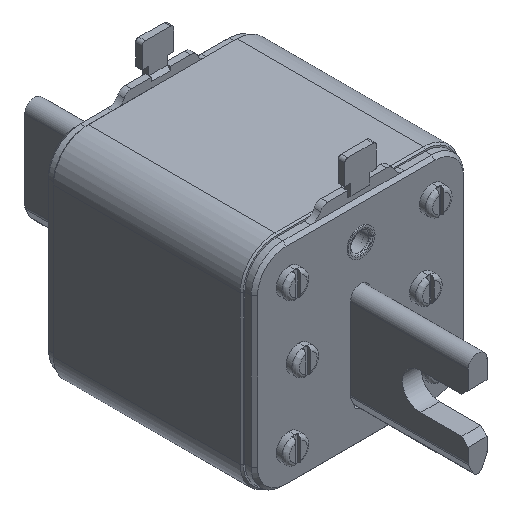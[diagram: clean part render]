
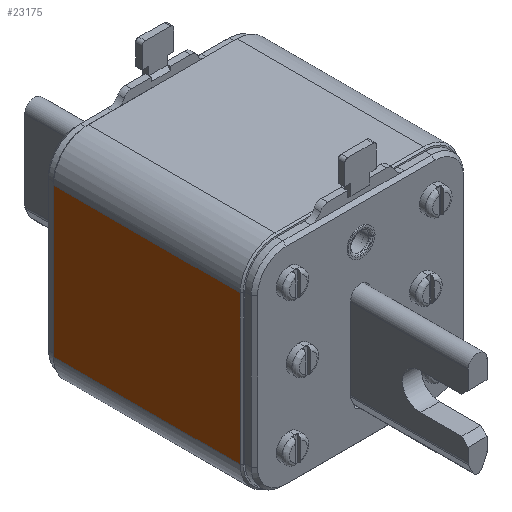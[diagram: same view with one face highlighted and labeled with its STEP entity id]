
A CAD part, isometric view. The second image highlights one B-rep face of the part: STEP entity #23175.
In plain terms, the highlighted free-form (B-spline) face has degree [1, 1] with [2, 2] control points.
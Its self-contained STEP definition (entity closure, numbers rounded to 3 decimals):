
#21934=CARTESIAN_POINT('V232',(-34.5,
   29.5,-23.5));
#21935=VERTEX_POINT('V232',#21934);
#21978=CARTESIAN_POINT('V218',(-34.5,
   29.5,23.5));
#21979=VERTEX_POINT('V218',#21978);
#21980=CARTESIAN_POINT('E364',(-34.5,
   29.5,23.5));
#21981=CARTESIAN_POINT('E364',(-34.5,
   29.5,-23.5));
#21982=QUASI_UNIFORM_CURVE('E364',1,(#21980,#21981),.POLYLINE_FORM.,
   .F.,.U.);
#21983=EDGE_CURVE('E364',#21979,#21935,#21982,.T.);
#22776=CARTESIAN_POINT('V217',(-34.5,
   -29.5,23.5));
#22777=VERTEX_POINT('V217',#22776);
#22806=CARTESIAN_POINT('V231',(-34.5,
   -29.5,-23.5));
#22807=VERTEX_POINT('V231',#22806);
#22808=CARTESIAN_POINT('E365',(-34.5,
   -29.5,23.5));
#22809=CARTESIAN_POINT('E365',(-34.5,
   -29.5,-23.5));
#22810=QUASI_UNIFORM_CURVE('E365',1,(#22808,#22809),.POLYLINE_FORM.,
   .F.,.U.);
#22811=EDGE_CURVE('E365',#22777,#22807,#22810,.T.);
#23151=CARTESIAN_POINT('E345',(-34.5,
   29.5,-23.5));
#23152=CARTESIAN_POINT('E345',(-34.5,
   -29.5,-23.5));
#23153=QUASI_UNIFORM_CURVE('E345',1,(#23151,#23152),.POLYLINE_FORM.,
   .F.,.U.);
#23154=EDGE_CURVE('E345',#21935,#22807,#23153,.T.);
#23160=CARTESIAN_POINT('F134',(-34.5,
   -32.45,-25.85));
#23161=CARTESIAN_POINT('F134',(-34.5,
   -32.45,25.85));
#23162=CARTESIAN_POINT('F134',(-34.5,
   32.45,-25.85));
#23163=CARTESIAN_POINT('F134',(-34.5,
   32.45,25.85));
#23164=B_SPLINE_SURFACE_WITH_KNOTS('F134',1,1,((#23160,#23162),(
   #23161,#23163)),.PLANE_SURF.,.F.,.F.,.U.,(2,2),(2,2),(0.0,1.0),
   (0.0,1.255),.UNSPECIFIED.);
#23165=ORIENTED_EDGE('E345',*,*,#23154,.T.);
#23166=ORIENTED_EDGE('E365',*,*,#22811,.F.);
#23167=CARTESIAN_POINT('E327',(-34.5,
   -29.5,23.5));
#23168=CARTESIAN_POINT('E327',(-34.5,
   29.5,23.5));
#23169=QUASI_UNIFORM_CURVE('E327',1,(#23167,#23168),.POLYLINE_FORM.,
   .F.,.U.);
#23170=EDGE_CURVE('E327',#22777,#21979,#23169,.T.);
#23171=ORIENTED_EDGE('E327',*,*,#23170,.T.);
#23172=ORIENTED_EDGE('E364',*,*,#21983,.T.);
#23173=EDGE_LOOP('F134',(#23165,#23166,#23171,#23172));
#23174=FACE_OUTER_BOUND('F134',#23173,.T.);
#23175=ADVANCED_FACE('F134',(#23174),#23164,.T.);
